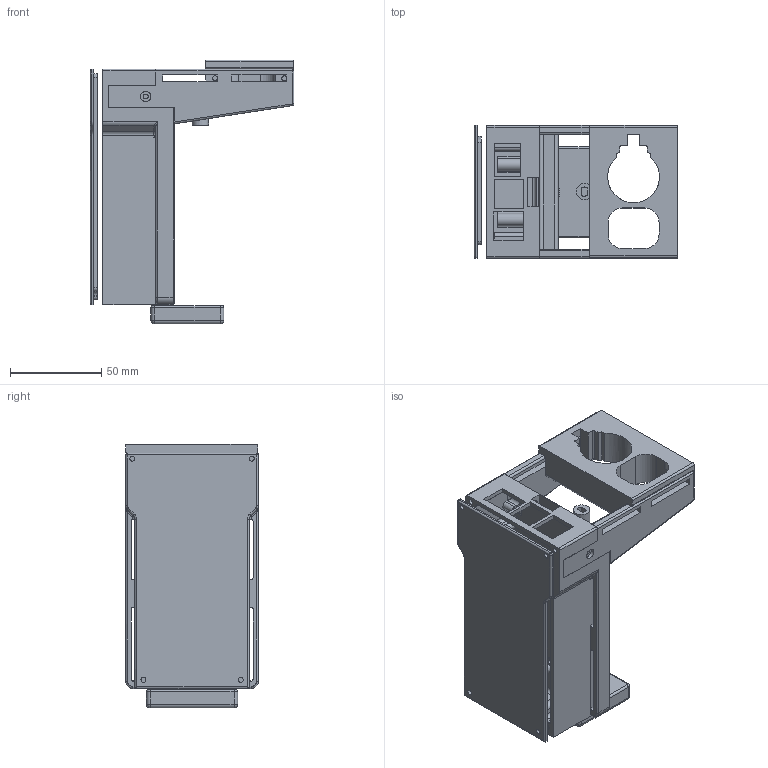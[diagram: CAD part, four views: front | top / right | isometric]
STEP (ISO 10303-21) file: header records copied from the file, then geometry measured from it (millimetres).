
FILE_DESCRIPTION(/* description */ ('STEP AP242','CAx-IF Rec.Pracs.---Representation and Presentation of Product Manufacturing Information (PMI)---4.0---2014-10-13'),/* implementation_level */ '2;1');
FILE_NAME(/* name */ 'Dzyga.step',/* time_stamp */ '2025-01-25T20:03:57+02:00',/* author */ (''),/* organization */ (''),/* preprocessor_version */ 'ST-DEVELOPER v20',/* originating_system */ 'Autodesk Translation Framework v13.20.0.188',/* authorisation */ '');
FILE_SCHEMA (('AP242_MANAGED_MODEL_BASED_3D_ENGINEERING_MIM_LF { 1 0 10303 442 1 1 4 }'));
Length unit declared in the file: millimetre
Products named in the file (4): Dzyga; Case; Motor case; Adapter
Assembly tree (3 placements, depth 2):
  Dzyga
    Case
    Motor case
    Adapter
Bounding box: 111.7 x 72.88 x 144.66 mm (x, y, z)
Volume: 210428.9 mm3; surface area: 101724.7 mm2
Topology: 7 solids, 7 shells, 561 faces, 1372 edges, 851 vertices
Faces by surface type: plane 262, cylinder 227, torus 32, sphere 31, bspline 9
Full cylindrical faces by diameter (mm): 2.2 x4, 2.7 x22, 5.6 x2, 6 x5, 6.4 x2, 6.9 x2, 9 x1, 12 x1
Entity records: 16724 total; most frequent: CARTESIAN_POINT 3015, DIRECTION 2970, ORIENTED_EDGE 2738, EDGE_CURVE 1369, AXIS2_PLACEMENT_3D 1049, LINE 872, VECTOR 872, VERTEX_POINT 851
